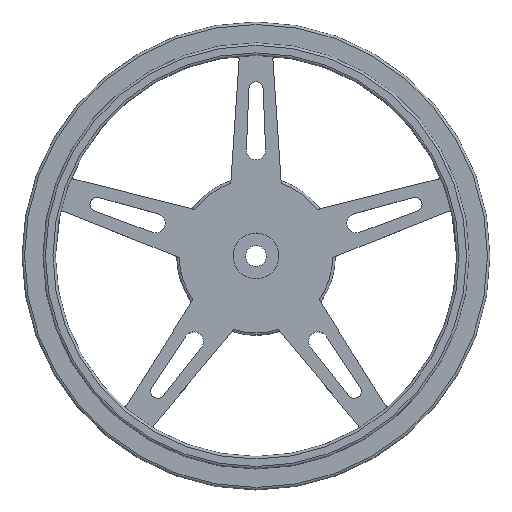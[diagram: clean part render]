
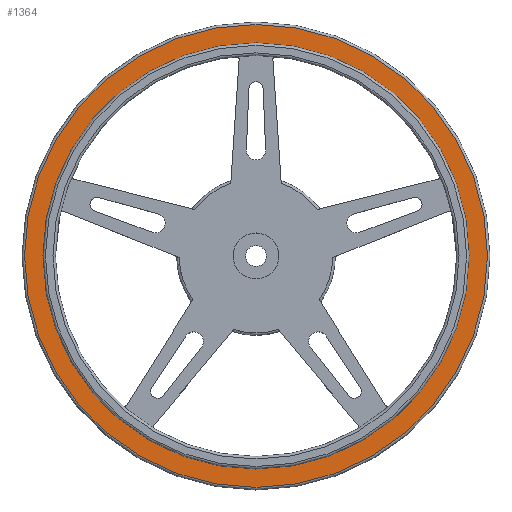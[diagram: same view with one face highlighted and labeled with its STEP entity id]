
A CAD part, top view. The second image highlights one B-rep face of the part: STEP entity #1364.
In plain terms, the highlighted planar face has unit normal (0, 0, 1).
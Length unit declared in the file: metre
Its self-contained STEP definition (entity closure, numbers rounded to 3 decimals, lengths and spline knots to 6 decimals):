
#71=PLANE('',#1529);
#547=ORIENTED_EDGE('',*,*,#839,.T.);
#548=ORIENTED_EDGE('',*,*,#840,.F.);
#839=EDGE_CURVE('',#977,#977,#1065,.T.);
#840=EDGE_CURVE('',#978,#978,#1066,.T.);
#977=VERTEX_POINT('',#2408);
#978=VERTEX_POINT('',#2410);
#1065=CIRCLE('',#1530,0.0277);
#1066=CIRCLE('',#1531,0.0255);
#1139=EDGE_LOOP('',(#547));
#1140=EDGE_LOOP('',(#548));
#1247=FACE_BOUND('',#1139,.T.);
#1248=FACE_BOUND('',#1140,.T.);
#1364=ADVANCED_FACE('',(#1247,#1248),#71,.T.);
#1529=AXIS2_PLACEMENT_3D('',#2406,#1903,#1904);
#1530=AXIS2_PLACEMENT_3D('',#2407,#1905,#1906);
#1531=AXIS2_PLACEMENT_3D('',#2409,#1907,#1908);
#1903=DIRECTION('',(0.,0.,1.));
#1904=DIRECTION('',(1.,0.,0.));
#1905=DIRECTION('',(0.,0.,1.));
#1906=DIRECTION('',(1.,0.,0.));
#1907=DIRECTION('',(0.,0.,1.));
#1908=DIRECTION('',(1.,0.,0.));
#2406=CARTESIAN_POINT('',(0.,0.,0.0025));
#2407=CARTESIAN_POINT('',(0.,0.,0.0025));
#2408=CARTESIAN_POINT('',(0.0277,0.,0.0025));
#2409=CARTESIAN_POINT('',(0.,0.,0.0025));
#2410=CARTESIAN_POINT('',(0.0255,0.,0.0025));
